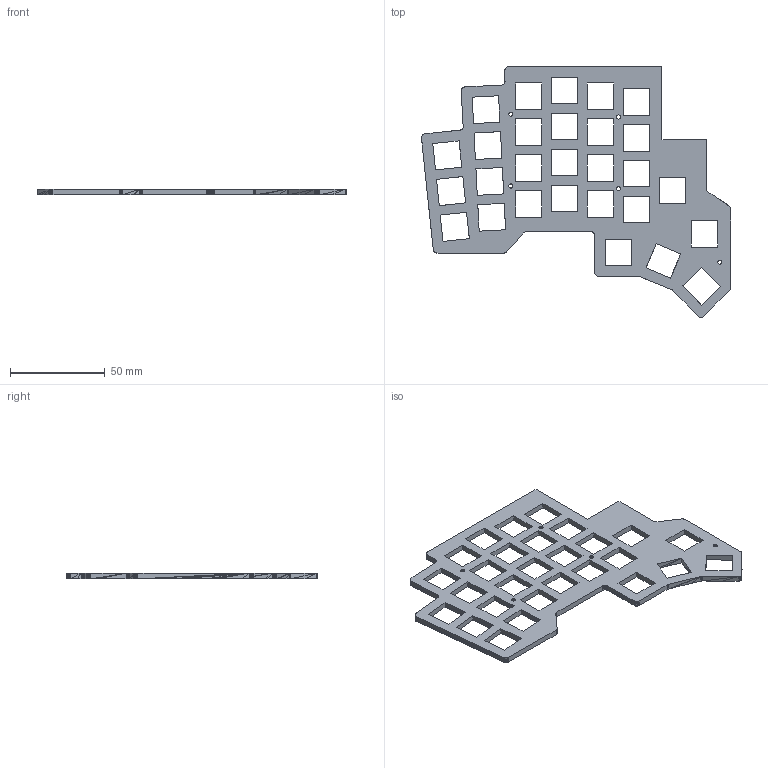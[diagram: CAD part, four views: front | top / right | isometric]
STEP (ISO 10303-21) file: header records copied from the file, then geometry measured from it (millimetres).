
FILE_DESCRIPTION(('FreeCAD Model'),'2;1');
FILE_NAME('Open CASCADE Shape Model','2025-04-07T20:32:23',(''),(''), 'Open CASCADE STEP processor 7.8','FreeCAD','Unknown');
FILE_SCHEMA(('AUTOMOTIVE_DESIGN { 1 0 10303 214 1 1 1 1 }'));
Length unit declared in the file: millimetre
Products named in the file (1): switchplate_left_jscad001 (Solid)001
Bounding box: 163.5 x 132.85 x 3 mm (x, y, z)
Volume: 25729.2 mm3; surface area: 23654 mm2
Topology: 1 solids, 4 shells, 584 faces, 1537 edges, 961 vertices
Faces by surface type: plane 584
Entity records: 17548 total; most frequent: CARTESIAN_POINT 3089, ORIENTED_EDGE 3080, DIRECTION 2710, EDGE_CURVE 1540, LINE 1540, VECTOR 1540, VERTEX_POINT 964, FACE_BOUND 650
